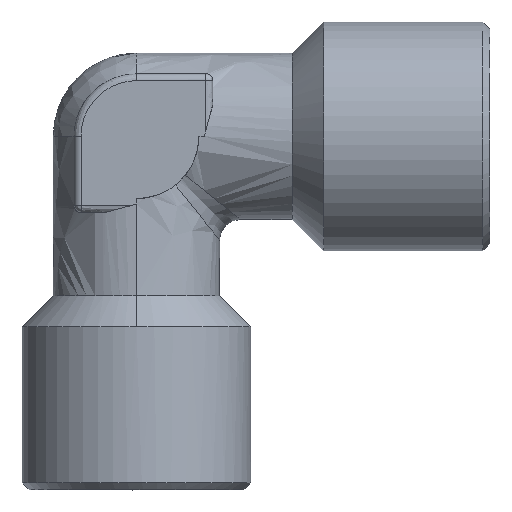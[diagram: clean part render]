
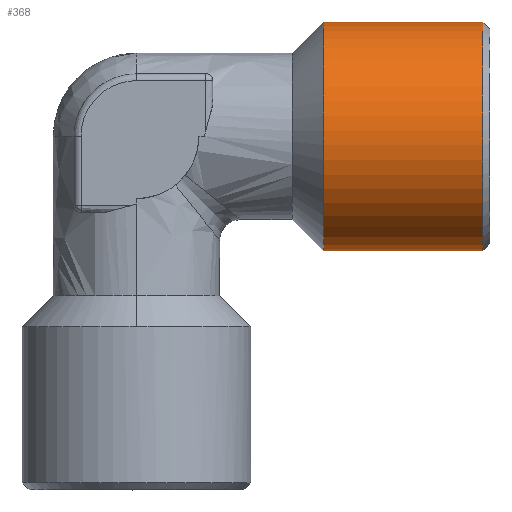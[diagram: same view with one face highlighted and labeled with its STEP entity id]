
A CAD part, top view. The second image highlights one B-rep face of the part: STEP entity #368.
In plain terms, the highlighted free-form (B-spline) face has degree [1, 3] with [2, 7] control points.
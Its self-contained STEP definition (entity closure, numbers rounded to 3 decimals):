
#144 = EDGE_CURVE ( 'NONE', #3043, #2587, #2959, .T. ) ;
#280 = CARTESIAN_POINT ( 'NONE',  ( 13.5, 35.25, 0. ) ) ;
#302 = CARTESIAN_POINT ( 'NONE',  ( 25., 18.75, 0. ) ) ;
#368 = ADVANCED_FACE ( 'NONE', ( #3294 ), #2836, .F. ) ;
#449 = CARTESIAN_POINT ( 'NONE',  ( 13.5, 35.25, 4.833 ) ) ;
#496 = CARTESIAN_POINT ( 'NONE',  ( 25., 18.75, 0. ) ) ;
#498 = CARTESIAN_POINT ( 'NONE',  ( 25., 18.75, 4.833 ) ) ;
#516 = CARTESIAN_POINT ( 'NONE',  ( 13.5, 31.833, 8.25 ) ) ;
#768 = CARTESIAN_POINT ( 'NONE',  ( 25., 27., 8.25 ) ) ;
#772 = ORIENTED_EDGE ( 'NONE', *, *, #1742, .T. ) ;
#820 = CARTESIAN_POINT ( 'NONE',  ( 13.5, 18.75, 4.833 ) ) ;
#1002 = CARTESIAN_POINT ( 'NONE',  ( 25., 35.25, 0. ) ) ;
#1018 = ORIENTED_EDGE ( 'NONE', *, *, #3470, .T. ) ;
#1025 = CARTESIAN_POINT ( 'NONE',  ( 25., 35.25, 0. ) ) ;
#1029 = VERTEX_POINT ( 'NONE', #3450 ) ;
#1099 = CARTESIAN_POINT ( 'NONE',  ( 13.5, 22.167, 8.25 ) ) ;
#1250 = CARTESIAN_POINT ( 'NONE',  ( 13.5, 18.75, 0. ) ) ;
#1361 = CARTESIAN_POINT ( 'NONE',  ( 13.5, 35.25, 0. ) ) ;
#1578 = CARTESIAN_POINT ( 'NONE',  ( 25., 35.25, 4.833 ) ) ;
#1606 = CARTESIAN_POINT ( 'NONE',  ( 25., 35.25, 0. ) ) ;
#1742 = EDGE_CURVE ( 'NONE', #1029, #3043, #2894, .T. ) ;
#1754 = EDGE_LOOP ( 'NONE', ( #772, #2155, #1018, #2669 ) ) ;
#1862 = CARTESIAN_POINT ( 'NONE',  ( 25., 31.833, 8.25 ) ) ;
#1897 = CARTESIAN_POINT ( 'NONE',  ( 25., 22.167, 8.25 ) ) ;
#1940 = CARTESIAN_POINT ( 'NONE',  ( 13.5, 35.25, 4.833 ) ) ;
#1952 = VERTEX_POINT ( 'NONE', #280 ) ;
#2089 = CARTESIAN_POINT ( 'NONE',  ( 13.5, 35.25, 0. ) ) ;
#2155 = ORIENTED_EDGE ( 'NONE', *, *, #144, .T. ) ;
#2414 = CARTESIAN_POINT ( 'NONE',  ( 25., 22.167, 8.25 ) ) ;
#2471 = CARTESIAN_POINT ( 'NONE',  ( 13.5, 35.25, 0. ) ) ;
#2587 = VERTEX_POINT ( 'NONE', #2803 ) ;
#2642 = CARTESIAN_POINT ( 'NONE',  ( 25., 18.75, 0. ) ) ;
#2669 = ORIENTED_EDGE ( 'NONE', *, *, #3070, .F. ) ;
#2803 = CARTESIAN_POINT ( 'NONE',  ( 25., 35.25, 0. ) ) ;
#2836 =( BOUNDED_SURFACE ( )  B_SPLINE_SURFACE ( 1, 3, ( 
 ( #2089, #449, #516, #2998, #3281, #3539, #3295 ),
 ( #1606, #1578, #3565, #768, #1897, #3580, #496 ) ),
 .UNSPECIFIED., .F., .F., .F. ) 
 B_SPLINE_SURFACE_WITH_KNOTS ( ( 2, 2 ),
 ( 4, 3, 4 ),
 ( 0., 1. ),
 ( 0., 0.5, 1. ),
 .UNSPECIFIED. ) 
 GEOMETRIC_REPRESENTATION_ITEM ( )  RATIONAL_B_SPLINE_SURFACE ( (
 ( 1., 0.805, 0.805, 1., 0.805, 0.805, 1.),
 ( 1., 0.805, 0.805, 1., 0.805, 0.805, 1.) ) ) 
 REPRESENTATION_ITEM ( '' )  SURFACE ( )  );
#2894 = B_SPLINE_CURVE_WITH_KNOTS ( 'NONE', 1,
 ( #1250, #2642 ),
 .UNSPECIFIED., .F., .F.,
 ( 2, 2 ),
 ( -1., 0. ),
 .UNSPECIFIED. ) ;
#2920 =( BOUNDED_CURVE ( )  B_SPLINE_CURVE ( 3, ( #3028, #820, #1099, #3330, #3045, #1940, #1361 ),
 .UNSPECIFIED., .F., .F. ) 
 B_SPLINE_CURVE_WITH_KNOTS ( ( 4, 3, 4 ),
 ( -3.142, -1.571, 0. ),
 .UNSPECIFIED. ) 
 CURVE ( )  GEOMETRIC_REPRESENTATION_ITEM ( )  RATIONAL_B_SPLINE_CURVE ( ( 1., 0.805, 0.805, 1., 0.805, 0.805, 1. ) ) 
 REPRESENTATION_ITEM ( '' )  );
#2959 =( BOUNDED_CURVE ( )  B_SPLINE_CURVE ( 3, ( #2961, #498, #2414, #3264, #1862, #3557, #1002 ),
 .UNSPECIFIED., .F., .T. ) 
 B_SPLINE_CURVE_WITH_KNOTS ( ( 4, 3, 4 ),
 ( -3.142, -1.571, 0. ),
 .UNSPECIFIED. ) 
 CURVE ( )  GEOMETRIC_REPRESENTATION_ITEM ( )  RATIONAL_B_SPLINE_CURVE ( ( 1., 0.805, 0.805, 1., 0.805, 0.805, 1. ) ) 
 REPRESENTATION_ITEM ( '' )  );
#2961 = CARTESIAN_POINT ( 'NONE',  ( 25., 18.75, 0. ) ) ;
#2998 = CARTESIAN_POINT ( 'NONE',  ( 13.5, 27., 8.25 ) ) ;
#3028 = CARTESIAN_POINT ( 'NONE',  ( 13.5, 18.75, 0. ) ) ;
#3043 = VERTEX_POINT ( 'NONE', #302 ) ;
#3045 = CARTESIAN_POINT ( 'NONE',  ( 13.5, 31.833, 8.25 ) ) ;
#3070 = EDGE_CURVE ( 'NONE', #1029, #1952, #2920, .T. ) ;
#3137 = B_SPLINE_CURVE_WITH_KNOTS ( 'NONE', 1,
 ( #1025, #2471 ),
 .UNSPECIFIED., .F., .F.,
 ( 2, 2 ),
 ( -1., 0. ),
 .UNSPECIFIED. ) ;
#3264 = CARTESIAN_POINT ( 'NONE',  ( 25., 27., 8.25 ) ) ;
#3281 = CARTESIAN_POINT ( 'NONE',  ( 13.5, 22.167, 8.25 ) ) ;
#3294 = FACE_OUTER_BOUND ( 'NONE', #1754, .T. ) ;
#3295 = CARTESIAN_POINT ( 'NONE',  ( 13.5, 18.75, 0. ) ) ;
#3330 = CARTESIAN_POINT ( 'NONE',  ( 13.5, 27., 8.25 ) ) ;
#3450 = CARTESIAN_POINT ( 'NONE',  ( 13.5, 18.75, 0. ) ) ;
#3470 = EDGE_CURVE ( 'NONE', #2587, #1952, #3137, .T. ) ;
#3539 = CARTESIAN_POINT ( 'NONE',  ( 13.5, 18.75, 4.833 ) ) ;
#3557 = CARTESIAN_POINT ( 'NONE',  ( 25., 35.25, 4.833 ) ) ;
#3565 = CARTESIAN_POINT ( 'NONE',  ( 25., 31.833, 8.25 ) ) ;
#3580 = CARTESIAN_POINT ( 'NONE',  ( 25., 18.75, 4.833 ) ) ;
